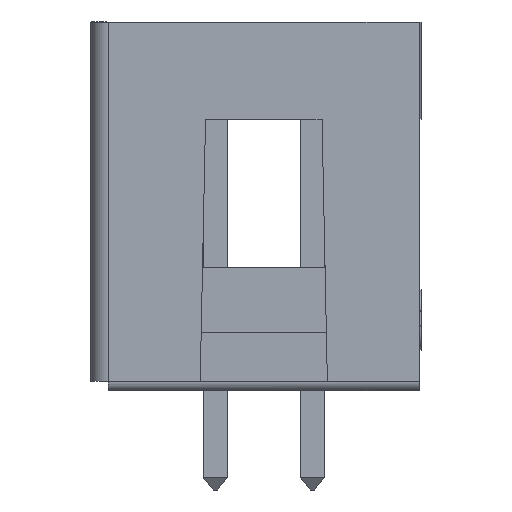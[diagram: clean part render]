
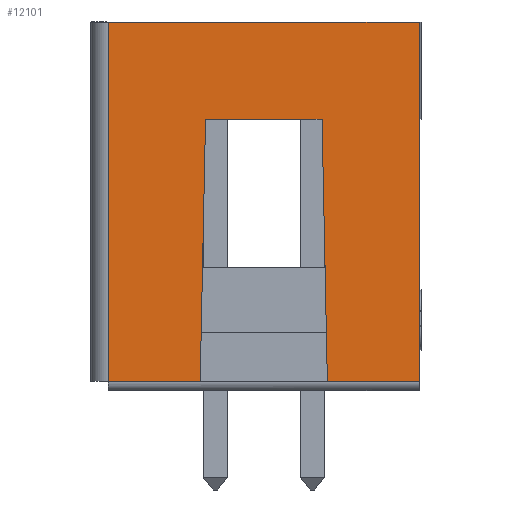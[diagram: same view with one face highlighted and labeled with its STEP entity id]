
A CAD part, left-side view. The second image highlights one B-rep face of the part: STEP entity #12101.
In plain terms, the highlighted planar face has unit normal (-1, 0, 0).
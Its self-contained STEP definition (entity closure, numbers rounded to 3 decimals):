
#10552=CARTESIAN_POINT('',(-16.358,-1.524,7.112));
#10553=VERTEX_POINT('',#10552);
#10563=CARTESIAN_POINT('',(-16.358,1.524,7.112));
#10564=VERTEX_POINT('',#10563);
#10565=CARTESIAN_POINT('',(-16.358,1.524,7.112));
#10566=CARTESIAN_POINT('',(-16.358,0.508,7.112));
#10567=CARTESIAN_POINT('',(-16.358,-0.508,7.112));
#10568=CARTESIAN_POINT('',(-16.358,-1.524,7.112));
#10569=QUASI_UNIFORM_CURVE('',3,(#10565,#10566,#10567,#10568),.UNSPECIFIED.,.F.,.U.);
#10570=EDGE_CURVE('',#10564,#10553,#10569,.T.);
#11044=CARTESIAN_POINT('',(-16.358,4.064,9.652));
#11045=VERTEX_POINT('',#11044);
#11046=CARTESIAN_POINT('',(-16.358,4.064,0.254));
#11047=VERTEX_POINT('',#11046);
#11048=CARTESIAN_POINT('',(-16.358,4.064,9.652));
#11049=CARTESIAN_POINT('',(-16.358,4.064,6.519));
#11050=CARTESIAN_POINT('',(-16.358,4.064,3.387));
#11051=CARTESIAN_POINT('',(-16.358,4.064,0.254));
#11052=QUASI_UNIFORM_CURVE('',3,(#11048,#11049,#11050,#11051),.UNSPECIFIED.,.F.,.U.);
#11053=EDGE_CURVE('',#11045,#11047,#11052,.T.);
#12042=CARTESIAN_POINT('',(-16.358,4.47,-0.216));
#12043=DIRECTION('',(-1.0,0.0,0.0));
#12044=DIRECTION('',(0.0,0.0,-1.0));
#12045=AXIS2_PLACEMENT_3D('',#12042,#12043,#12044);
#12046=PLANE('',#12045);
#12047=CARTESIAN_POINT('',(-16.358,-4.064,0.254));
#12048=VERTEX_POINT('',#12047);
#12049=CARTESIAN_POINT('',(-16.358,-4.064,9.652));
#12050=VERTEX_POINT('',#12049);
#12051=CARTESIAN_POINT('',(-16.358,-4.064,0.254));
#12052=CARTESIAN_POINT('',(-16.358,-4.064,3.387));
#12053=CARTESIAN_POINT('',(-16.358,-4.064,6.519));
#12054=CARTESIAN_POINT('',(-16.358,-4.064,9.652));
#12055=QUASI_UNIFORM_CURVE('',3,(#12051,#12052,#12053,#12054),.UNSPECIFIED.,.F.,.U.);
#12056=EDGE_CURVE('',#12048,#12050,#12055,.T.);
#12057=ORIENTED_EDGE('',*,*,#12056,.T.);
#12058=CARTESIAN_POINT('',(-16.358,4.064,9.652));
#12059=CARTESIAN_POINT('',(-16.358,1.355,9.652));
#12060=CARTESIAN_POINT('',(-16.358,-1.355,9.652));
#12061=CARTESIAN_POINT('',(-16.358,-4.064,9.652));
#12062=QUASI_UNIFORM_CURVE('',3,(#12058,#12059,#12060,#12061),.UNSPECIFIED.,.F.,.U.);
#12063=EDGE_CURVE('',#11045,#12050,#12062,.T.);
#12064=ORIENTED_EDGE('',*,*,#12063,.F.);
#12065=ORIENTED_EDGE('',*,*,#11053,.T.);
#12066=CARTESIAN_POINT('',(-16.358,1.664,0.254));
#12067=VERTEX_POINT('',#12066);
#12068=CARTESIAN_POINT('',(-16.358,1.664,0.254));
#12069=CARTESIAN_POINT('',(-16.358,2.464,0.254));
#12070=CARTESIAN_POINT('',(-16.358,3.264,0.254));
#12071=CARTESIAN_POINT('',(-16.358,4.064,0.254));
#12072=QUASI_UNIFORM_CURVE('',3,(#12068,#12069,#12070,#12071),.UNSPECIFIED.,.F.,.U.);
#12073=EDGE_CURVE('',#12067,#11047,#12072,.T.);
#12074=ORIENTED_EDGE('',*,*,#12073,.F.);
#12075=CARTESIAN_POINT('',(-16.358,1.524,7.112));
#12076=CARTESIAN_POINT('',(-16.358,1.571,4.826));
#12077=CARTESIAN_POINT('',(-16.358,1.617,2.54));
#12078=CARTESIAN_POINT('',(-16.358,1.664,0.254));
#12079=QUASI_UNIFORM_CURVE('',3,(#12075,#12076,#12077,#12078),.UNSPECIFIED.,.F.,.U.);
#12080=EDGE_CURVE('',#10564,#12067,#12079,.T.);
#12081=ORIENTED_EDGE('',*,*,#12080,.F.);
#12082=ORIENTED_EDGE('',*,*,#10570,.T.);
#12083=CARTESIAN_POINT('',(-16.358,-1.664,0.254));
#12084=VERTEX_POINT('',#12083);
#12085=CARTESIAN_POINT('',(-16.358,-1.664,0.254));
#12086=CARTESIAN_POINT('',(-16.358,-1.617,2.54));
#12087=CARTESIAN_POINT('',(-16.358,-1.571,4.826));
#12088=CARTESIAN_POINT('',(-16.358,-1.524,7.112));
#12089=QUASI_UNIFORM_CURVE('',3,(#12085,#12086,#12087,#12088),.UNSPECIFIED.,.F.,.U.);
#12090=EDGE_CURVE('',#12084,#10553,#12089,.T.);
#12091=ORIENTED_EDGE('',*,*,#12090,.F.);
#12092=CARTESIAN_POINT('',(-16.358,-4.064,0.254));
#12093=CARTESIAN_POINT('',(-16.358,-3.264,0.254));
#12094=CARTESIAN_POINT('',(-16.358,-2.464,0.254));
#12095=CARTESIAN_POINT('',(-16.358,-1.664,0.254));
#12096=QUASI_UNIFORM_CURVE('',3,(#12092,#12093,#12094,#12095),.UNSPECIFIED.,.F.,.U.);
#12097=EDGE_CURVE('',#12048,#12084,#12096,.T.);
#12098=ORIENTED_EDGE('',*,*,#12097,.F.);
#12099=EDGE_LOOP('',(#12057,#12064,#12065,#12074,#12081,#12082,#12091,#12098));
#12100=FACE_OUTER_BOUND('',#12099,.T.);
#12101=ADVANCED_FACE('',(#12100),#12046,.T.);
